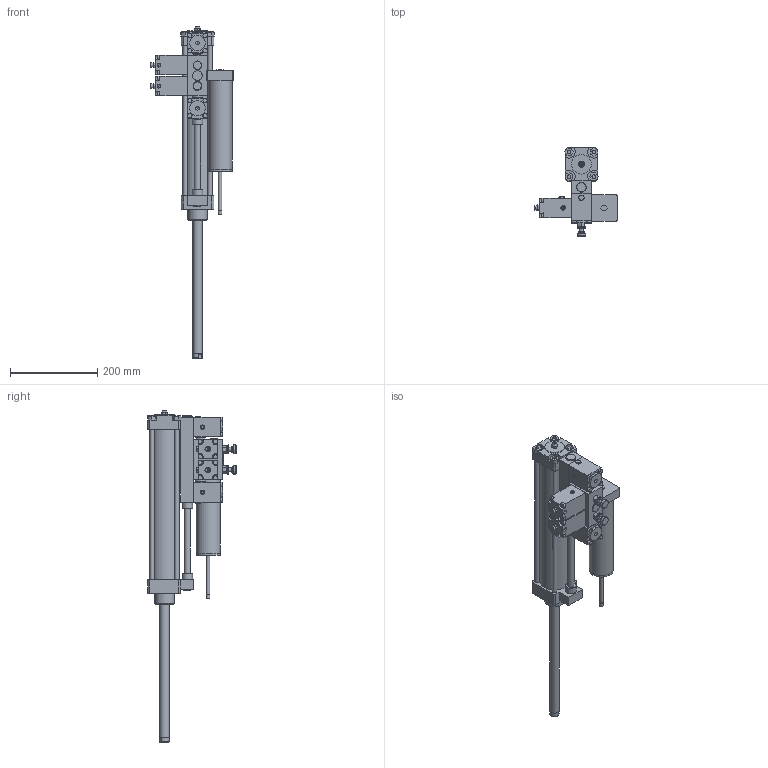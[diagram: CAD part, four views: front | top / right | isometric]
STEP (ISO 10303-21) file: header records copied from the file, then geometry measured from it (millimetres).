
FILE_DESCRIPTION((''),'2;1');
FILE_NAME('1400_63_0300_03_06.iam.stp','2009-04-23T12:05:24',(''),(''),'Autodesk Inventor 2009','Autodesk Inventor 2009','');
FILE_SCHEMA(('AUTOMOTIVE_DESIGN { 1 0 10303 214 1 1 1 1 }'));
Length unit declared in the file: millimetre
Products named in the file (11): 1400_63_0300_03_06; 1400630300; STELO 63 C300; VAL ST NA 63; REGOLATORE 63 DR1; REGOLATORE 63 DR2; VAL SK NA DX 63 03-04; VAL SK NA SX 63 03-04; BASE DOPPIO STOP 63; CORPO DR 63 DSTOP C300; VAL ST NA 63 SX
Assembly tree (10 placements, depth 2):
  1400_63_0300_03_06
    1400630300
    STELO 63 C300
    VAL ST NA 63
    REGOLATORE 63 DR1
    REGOLATORE 63 DR2
    VAL SK NA DX 63 03-04
    VAL SK NA SX 63 03-04
    BASE DOPPIO STOP 63
    CORPO DR 63 DSTOP C300
    VAL ST NA 63 SX
Bounding box: 188 x 202.56 x 759 mm (x, y, z)
Volume: 3626222.8 mm3; surface area: 390949.5 mm2
Topology: 10 solids, 10 shells, 466 faces, 1081 edges, 695 vertices
Faces by surface type: plane 306, cylinder 78, bspline 41, cone 41
Full cylindrical faces by diameter (mm): 2 x3, 8 x2, 9 x2, 10 x26, 14 x3, 16 x2, 20 x4, 21.7 x1, 22 x5, 24 x3, 35 x2, 45 x2, 54.9 x1, 55 x1, 68 x1
Entity records: 13475 total; most frequent: CARTESIAN_POINT 2842, DIRECTION 2044, ORIENTED_EDGE 1902, EDGE_CURVE 951, AXIS2_PLACEMENT_3D 737, VERTEX_POINT 669, EDGE_LOOP 638, VECTOR 570
